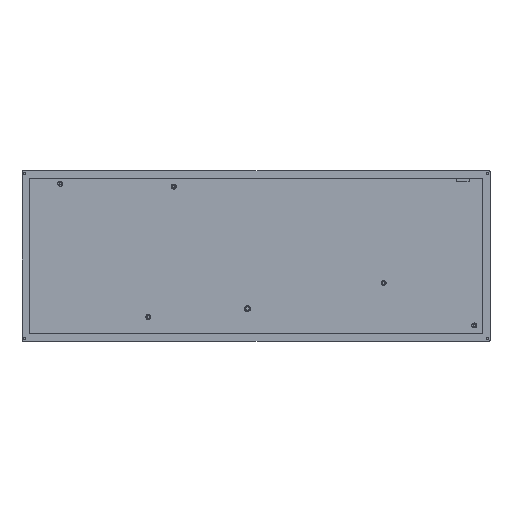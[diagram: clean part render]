
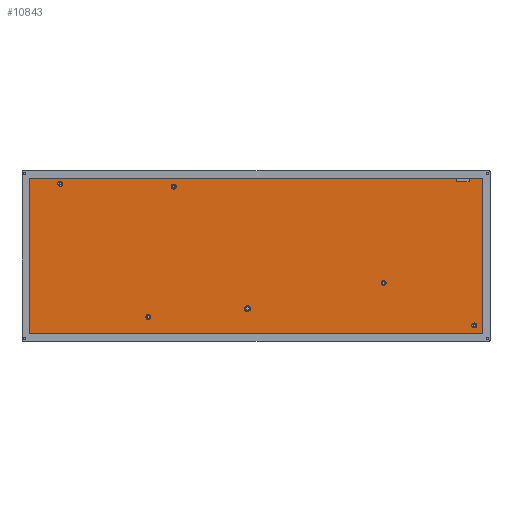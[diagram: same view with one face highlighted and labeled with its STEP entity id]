
A CAD part, top view. The second image highlights one B-rep face of the part: STEP entity #10843.
In plain terms, the highlighted planar face has unit normal (0, 0, 1).
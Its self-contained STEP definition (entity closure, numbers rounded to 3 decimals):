
#1481=CIRCLE('',#11513,2.1);
#1482=CIRCLE('',#11514,2.1);
#1483=CIRCLE('',#11515,2.1);
#1484=CIRCLE('',#11516,2.1);
#1485=CIRCLE('',#11517,2.524);
#1486=CIRCLE('',#11518,2.1);
#1523=FACE_BOUND('',#2271,.T.);
#1524=FACE_BOUND('',#2272,.T.);
#1525=FACE_BOUND('',#2273,.T.);
#1526=FACE_BOUND('',#2274,.T.);
#1527=FACE_BOUND('',#2275,.T.);
#1528=FACE_BOUND('',#2276,.T.);
#1613=FACE_OUTER_BOUND('',#2270,.T.);
#2270=EDGE_LOOP('',(#7301,#7302,#7303,#7304,#7305,#7306,#7307,#7308));
#2271=EDGE_LOOP('',(#7309));
#2272=EDGE_LOOP('',(#7310));
#2273=EDGE_LOOP('',(#7311));
#2274=EDGE_LOOP('',(#7312));
#2275=EDGE_LOOP('',(#7313));
#2276=EDGE_LOOP('',(#7314));
#3021=LINE('',#12898,#3727);
#3026=LINE('',#12907,#3732);
#3027=LINE('',#12909,#3733);
#3028=LINE('',#12911,#3734);
#3029=LINE('',#12913,#3735);
#3030=LINE('',#12915,#3736);
#3031=LINE('',#12917,#3737);
#3032=LINE('',#12918,#3738);
#3727=VECTOR('',#11754,10.);
#3732=VECTOR('',#11761,10.);
#3733=VECTOR('',#11762,1.);
#3734=VECTOR('',#11763,1.);
#3735=VECTOR('',#11764,1.);
#3736=VECTOR('',#11765,1.);
#3737=VECTOR('',#11766,1.);
#3738=VECTOR('',#11767,10.);
#4429=VERTEX_POINT('',#12896);
#4430=VERTEX_POINT('',#12897);
#4433=VERTEX_POINT('',#12906);
#4434=VERTEX_POINT('',#12908);
#4435=VERTEX_POINT('',#12910);
#4436=VERTEX_POINT('',#12912);
#4437=VERTEX_POINT('',#12914);
#4438=VERTEX_POINT('',#12916);
#4439=VERTEX_POINT('',#12919);
#4440=VERTEX_POINT('',#12921);
#4441=VERTEX_POINT('',#12923);
#4442=VERTEX_POINT('',#12925);
#4443=VERTEX_POINT('',#12927);
#4444=VERTEX_POINT('',#12929);
#5573=EDGE_CURVE('',#4429,#4430,#3021,.T.);
#5578=EDGE_CURVE('',#4433,#4429,#3026,.T.);
#5579=EDGE_CURVE('',#4430,#4434,#3027,.T.);
#5580=EDGE_CURVE('',#4434,#4435,#3028,.T.);
#5581=EDGE_CURVE('',#4435,#4436,#3029,.T.);
#5582=EDGE_CURVE('',#4436,#4437,#3030,.T.);
#5583=EDGE_CURVE('',#4437,#4438,#3031,.T.);
#5584=EDGE_CURVE('',#4438,#4433,#3032,.T.);
#5585=EDGE_CURVE('',#4439,#4439,#1481,.T.);
#5586=EDGE_CURVE('',#4440,#4440,#1482,.T.);
#5587=EDGE_CURVE('',#4441,#4441,#1483,.T.);
#5588=EDGE_CURVE('',#4442,#4442,#1484,.T.);
#5589=EDGE_CURVE('',#4443,#4443,#1485,.T.);
#5590=EDGE_CURVE('',#4444,#4444,#1486,.T.);
#7301=ORIENTED_EDGE('',*,*,#5578,.T.);
#7302=ORIENTED_EDGE('',*,*,#5573,.T.);
#7303=ORIENTED_EDGE('',*,*,#5579,.T.);
#7304=ORIENTED_EDGE('',*,*,#5580,.T.);
#7305=ORIENTED_EDGE('',*,*,#5581,.T.);
#7306=ORIENTED_EDGE('',*,*,#5582,.T.);
#7307=ORIENTED_EDGE('',*,*,#5583,.T.);
#7308=ORIENTED_EDGE('',*,*,#5584,.T.);
#7309=ORIENTED_EDGE('',*,*,#5585,.T.);
#7310=ORIENTED_EDGE('',*,*,#5586,.T.);
#7311=ORIENTED_EDGE('',*,*,#5587,.T.);
#7312=ORIENTED_EDGE('',*,*,#5588,.T.);
#7313=ORIENTED_EDGE('',*,*,#5589,.T.);
#7314=ORIENTED_EDGE('',*,*,#5590,.T.);
#10690=PLANE('',#11512);
#10843=ADVANCED_FACE('',(#1613,#1523,#1524,#1525,#1526,#1527,#1528),#10690,
 .F.);
#11512=AXIS2_PLACEMENT_3D('',#12905,#11759,#11760);
#11513=AXIS2_PLACEMENT_3D('',#12920,#11768,#11769);
#11514=AXIS2_PLACEMENT_3D('',#12922,#11770,#11771);
#11515=AXIS2_PLACEMENT_3D('',#12924,#11772,#11773);
#11516=AXIS2_PLACEMENT_3D('',#12926,#11774,#11775);
#11517=AXIS2_PLACEMENT_3D('',#12928,#11776,#11777);
#11518=AXIS2_PLACEMENT_3D('',#12930,#11778,#11779);
#11754=DIRECTION('',(0.,1.,0.));
#11759=DIRECTION('center_axis',(0.,0.,-1.));
#11760=DIRECTION('ref_axis',(-1.,0.,0.));
#11761=DIRECTION('',(-1.,0.,0.));
#11762=DIRECTION('',(-1.,0.,0.));
#11763=DIRECTION('',(0.,-1.,0.));
#11764=DIRECTION('',(1.,0.,0.));
#11765=DIRECTION('',(0.,1.,0.));
#11766=DIRECTION('',(-1.,0.,0.));
#11767=DIRECTION('',(0.,-1.,0.));
#11768=DIRECTION('center_axis',(0.,0.,-1.));
#11769=DIRECTION('ref_axis',(1.,0.,0.));
#11770=DIRECTION('center_axis',(0.,0.,-1.));
#11771=DIRECTION('ref_axis',(1.,0.,0.));
#11772=DIRECTION('center_axis',(0.,0.,-1.));
#11773=DIRECTION('ref_axis',(1.,0.,0.));
#11774=DIRECTION('center_axis',(0.,0.,-1.));
#11775=DIRECTION('ref_axis',(1.,0.,0.));
#11776=DIRECTION('center_axis',(0.,0.,-1.));
#11777=DIRECTION('ref_axis',(1.,0.,0.));
#11778=DIRECTION('center_axis',(0.,0.,-1.));
#11779=DIRECTION('ref_axis',(1.,0.,0.));
#12896=CARTESIAN_POINT('',(377.831,-34.031,-6.4));
#12897=CARTESIAN_POINT('',(377.831,-30.956,-6.4));
#12898=CARTESIAN_POINT('',(377.831,-93.478,-6.4));
#12905=CARTESIAN_POINT('Origin',(19.05,-161.925,-6.4));
#12906=CARTESIAN_POINT('',(388.481,-34.031,-6.4));
#12907=CARTESIAN_POINT('',(199.316,-34.031,-6.4));
#12908=CARTESIAN_POINT('',(19.05,-30.956,-6.4));
#12909=CARTESIAN_POINT('',(19.05,-30.956,-6.4));
#12910=CARTESIAN_POINT('',(19.05,-161.925,-6.4));
#12911=CARTESIAN_POINT('',(19.05,-161.925,-6.4));
#12912=CARTESIAN_POINT('',(400.05,-161.925,-6.4));
#12913=CARTESIAN_POINT('',(400.05,-161.925,-6.4));
#12914=CARTESIAN_POINT('',(400.05,-30.956,-6.4));
#12915=CARTESIAN_POINT('',(400.05,-30.956,-6.4));
#12916=CARTESIAN_POINT('',(388.481,-30.956,-6.4));
#12917=CARTESIAN_POINT('',(19.05,-30.956,-6.4));
#12918=CARTESIAN_POINT('',(388.481,-93.478,-6.4));
#12919=CARTESIAN_POINT('',(116.963,-147.638,-6.4));
#12920=CARTESIAN_POINT('Origin',(119.063,-147.638,-6.4));
#12921=CARTESIAN_POINT('',(314.606,-119.063,-6.4));
#12922=CARTESIAN_POINT('Origin',(316.706,-119.063,-6.4));
#12923=CARTESIAN_POINT('',(138.394,-38.1,-6.4));
#12924=CARTESIAN_POINT('Origin',(140.494,-38.1,-6.4));
#12925=CARTESIAN_POINT('',(390.806,-154.781,-6.4));
#12926=CARTESIAN_POINT('Origin',(392.906,-154.781,-6.4));
#12927=CARTESIAN_POINT('',(199.882,-140.653,-6.4));
#12928=CARTESIAN_POINT('Origin',(202.406,-140.653,-6.4));
#12929=CARTESIAN_POINT('',(43.144,-35.719,-6.4));
#12930=CARTESIAN_POINT('Origin',(45.244,-35.719,-6.4));
